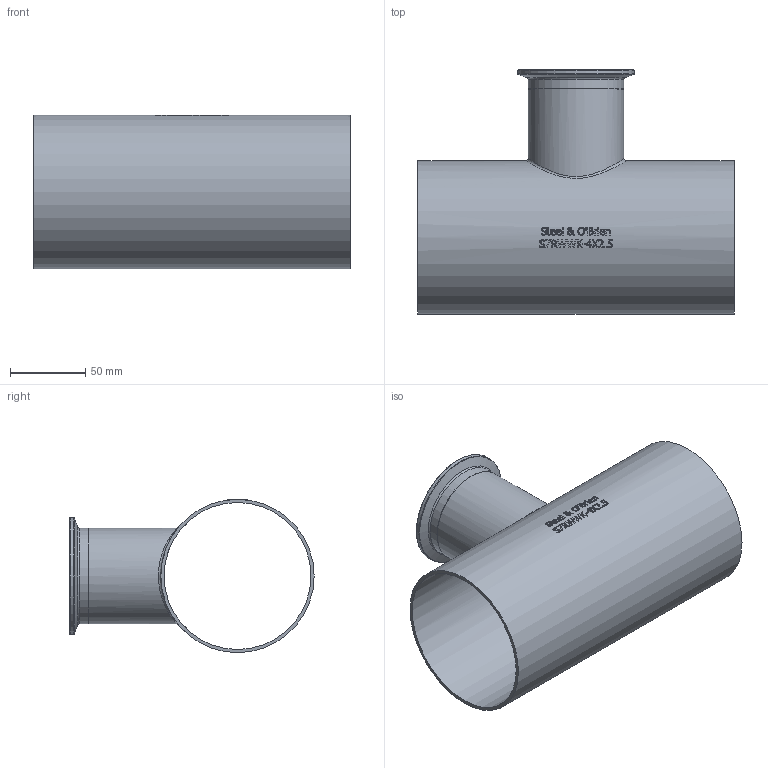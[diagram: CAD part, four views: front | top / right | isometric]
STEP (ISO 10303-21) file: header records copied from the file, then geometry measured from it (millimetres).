
FILE_DESCRIPTION(/* description */ (''),/* implementation_level */ '2;1');
FILE_NAME(/* name */ 'S7RWWK-4X2.5.stp',/* time_stamp */ '2018-11-29T09:22:14-05:00',/* author */ ('ken'),/* organization */ (''),/* preprocessor_version */ 'ST-DEVELOPER v15.2',/* originating_system */ 'Autodesk Inventor 2014',/* authorisation */ '');
FILE_SCHEMA (('AUTOMOTIVE_DESIGN { 1 0 10303 214 3 1 1 }'));
Length unit declared in the file: inch
Products named in the file (1): S7RWWK-4X2.5
Bounding box: 209.55 x 161.93 x 101.6 mm (x, y, z)
Volume: 158076.9 mm3; surface area: 155260.5 mm2
Topology: 1 solids, 1 shells, 415 faces, 1111 edges, 737 vertices
Faces by surface type: plane 193, bspline 167, cylinder 43, torus 9, cone 3
Full cylindrical faces by diameter (mm): 60.198 x2, 63.5 x2, 77.394 x1, 97.384 x1, 101.6 x1
Entity records: 16049 total; most frequent: CARTESIAN_POINT 6601, ORIENTED_EDGE 2174, DIRECTION 1481, EDGE_CURVE 1087, VERTEX_POINT 733, LINE 521, VECTOR 521, AXIS2_PLACEMENT_3D 480
